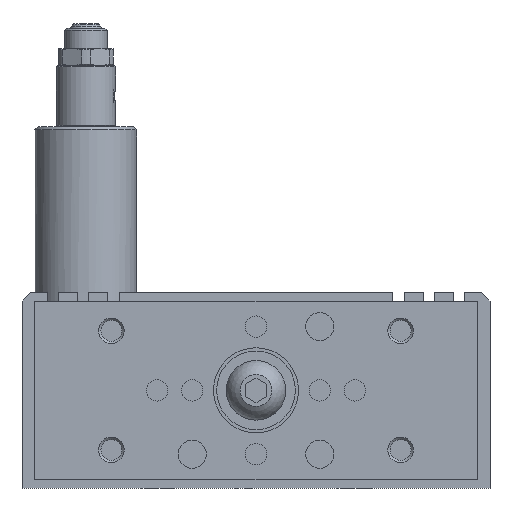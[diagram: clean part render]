
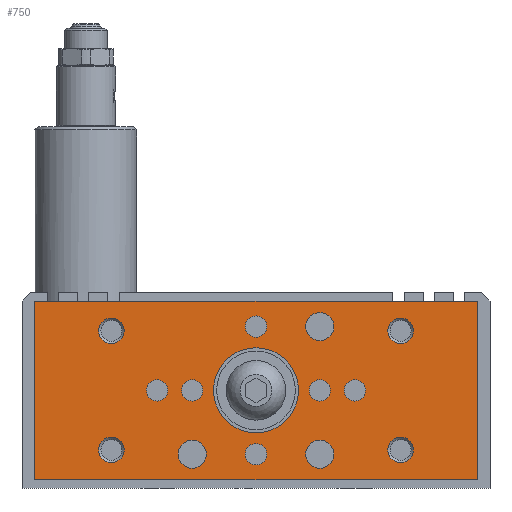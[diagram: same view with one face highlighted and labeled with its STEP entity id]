
A CAD part, left-side view. The second image highlights one B-rep face of the part: STEP entity #750.
In plain terms, the highlighted planar face has unit normal (-1, 0, 0).
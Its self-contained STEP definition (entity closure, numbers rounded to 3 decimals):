
#750 = ADVANCED_FACE( '', ( #1718, #1719, #1720, #1721, #1722, #1723, #1724, #1725, #1726, #1727, #1728, #1729, #1730, #1731, #1732 ), #1733, .F. );
#1718 = FACE_BOUND( '', #2830, .T. );
#1719 = FACE_BOUND( '', #2831, .T. );
#1720 = FACE_BOUND( '', #2832, .T. );
#1721 = FACE_BOUND( '', #2833, .T. );
#1722 = FACE_BOUND( '', #2834, .T. );
#1723 = FACE_BOUND( '', #2835, .T. );
#1724 = FACE_BOUND( '', #2836, .T. );
#1725 = FACE_BOUND( '', #2837, .T. );
#1726 = FACE_BOUND( '', #2838, .T. );
#1727 = FACE_BOUND( '', #2839, .T. );
#1728 = FACE_BOUND( '', #2840, .T. );
#1729 = FACE_BOUND( '', #2841, .T. );
#1730 = FACE_BOUND( '', #2842, .T. );
#1731 = FACE_BOUND( '', #2843, .T. );
#1732 = FACE_OUTER_BOUND( '', #2844, .T. );
#1733 = PLANE( '', #2845 );
#2830 = EDGE_LOOP( '', ( #4783 ) );
#2831 = EDGE_LOOP( '', ( #4784 ) );
#2832 = EDGE_LOOP( '', ( #4785 ) );
#2833 = EDGE_LOOP( '', ( #4786 ) );
#2834 = EDGE_LOOP( '', ( #4787 ) );
#2835 = EDGE_LOOP( '', ( #4788 ) );
#2836 = EDGE_LOOP( '', ( #4789 ) );
#2837 = EDGE_LOOP( '', ( #4790 ) );
#2838 = EDGE_LOOP( '', ( #4791 ) );
#2839 = EDGE_LOOP( '', ( #4792 ) );
#2840 = EDGE_LOOP( '', ( #4793 ) );
#2841 = EDGE_LOOP( '', ( #4794 ) );
#2842 = EDGE_LOOP( '', ( #4795 ) );
#2843 = EDGE_LOOP( '', ( #4796 ) );
#2844 = EDGE_LOOP( '', ( #4797, #4798, #4799, #4800 ) );
#2845 = AXIS2_PLACEMENT_3D( '', #4801, #4802, #4803 );
#4783 = ORIENTED_EDGE( '', *, *, #6102, .T. );
#4784 = ORIENTED_EDGE( '', *, *, #5551, .T. );
#4785 = ORIENTED_EDGE( '', *, *, #6162, .T. );
#4786 = ORIENTED_EDGE( '', *, *, #6145, .T. );
#4787 = ORIENTED_EDGE( '', *, *, #6163, .T. );
#4788 = ORIENTED_EDGE( '', *, *, #5454, .T. );
#4789 = ORIENTED_EDGE( '', *, *, #5737, .T. );
#4790 = ORIENTED_EDGE( '', *, *, #6134, .F. );
#4791 = ORIENTED_EDGE( '', *, *, #5500, .T. );
#4792 = ORIENTED_EDGE( '', *, *, #5927, .T. );
#4793 = ORIENTED_EDGE( '', *, *, #5941, .F. );
#4794 = ORIENTED_EDGE( '', *, *, #5600, .F. );
#4795 = ORIENTED_EDGE( '', *, *, #6062, .T. );
#4796 = ORIENTED_EDGE( '', *, *, #6164, .T. );
#4797 = ORIENTED_EDGE( '', *, *, #5521, .F. );
#4798 = ORIENTED_EDGE( '', *, *, #5782, .F. );
#4799 = ORIENTED_EDGE( '', *, *, #6165, .F. );
#4800 = ORIENTED_EDGE( '', *, *, #6126, .F. );
#4801 = CARTESIAN_POINT( '', ( -106., 52., 44. ) );
#4802 = DIRECTION( '', ( 1., 0., 0. ) );
#4803 = DIRECTION( '', ( 0., 0., 1. ) );
#5454 = EDGE_CURVE( '', #6303, #6303, #6304, .T. );
#5500 = EDGE_CURVE( '', #6385, #6385, #6386, .T. );
#5521 = EDGE_CURVE( '', #6421, #6423, #6424, .T. );
#5551 = EDGE_CURVE( '', #6472, #6472, #6473, .T. );
#5600 = EDGE_CURVE( '', #6556, #6556, #6557, .T. );
#5737 = EDGE_CURVE( '', #6781, #6781, #6782, .T. );
#5782 = EDGE_CURVE( '', #6853, #6421, #6855, .T. );
#5927 = EDGE_CURVE( '', #7085, #7085, #7086, .T. );
#5941 = EDGE_CURVE( '', #7101, #7101, #7102, .T. );
#6062 = EDGE_CURVE( '', #7268, #7268, #7269, .T. );
#6102 = EDGE_CURVE( '', #7325, #7325, #7326, .T. );
#6126 = EDGE_CURVE( '', #6423, #7357, #7358, .T. );
#6134 = EDGE_CURVE( '', #7367, #7367, #7368, .T. );
#6145 = EDGE_CURVE( '', #7380, #7380, #7381, .T. );
#6162 = EDGE_CURVE( '', #7401, #7401, #7402, .T. );
#6163 = EDGE_CURVE( '', #7403, #7403, #7404, .T. );
#6164 = EDGE_CURVE( '', #7405, #7405, #7406, .T. );
#6165 = EDGE_CURVE( '', #7357, #6853, #7407, .T. );
#6303 = VERTEX_POINT( '', #7564 );
#6304 = CIRCLE( '', #7565, 3.3 );
#6385 = VERTEX_POINT( '', #7697 );
#6386 = CIRCLE( '', #7698, 2.51 );
#6421 = VERTEX_POINT( '', #7741 );
#6423 = VERTEX_POINT( '', #7744 );
#6424 = LINE( '', #7745, #7746 );
#6472 = VERTEX_POINT( '', #7806 );
#6473 = CIRCLE( '', #7807, 2.51 );
#6556 = VERTEX_POINT( '', #8088 );
#6557 = CIRCLE( '', #8089, 3. );
#6781 = VERTEX_POINT( '', #8417 );
#6782 = CIRCLE( '', #8418, 3.3 );
#6853 = VERTEX_POINT( '', #8516 );
#6855 = LINE( '', #8519, #8520 );
#7085 = VERTEX_POINT( '', #8925 );
#7086 = CIRCLE( '', #8926, 3. );
#7101 = VERTEX_POINT( '', #8948 );
#7102 = CIRCLE( '', #8949, 3. );
#7268 = VERTEX_POINT( '', #9152 );
#7269 = CIRCLE( '', #9153, 3. );
#7325 = VERTEX_POINT( '', #9231 );
#7326 = CIRCLE( '', #9232, 2.51 );
#7357 = VERTEX_POINT( '', #9273 );
#7358 = LINE( '', #9274, #9275 );
#7367 = VERTEX_POINT( '', #9285 );
#7368 = CIRCLE( '', #9286, 2.51 );
#7380 = VERTEX_POINT( '', #9301 );
#7381 = CIRCLE( '', #9302, 2.51 );
#7401 = VERTEX_POINT( '', #9324 );
#7402 = CIRCLE( '', #9325, 2.51 );
#7403 = VERTEX_POINT( '', #9326 );
#7404 = CIRCLE( '', #9327, 3.3 );
#7405 = VERTEX_POINT( '', #9328 );
#7406 = CIRCLE( '', #9329, 10. );
#7407 = LINE( '', #9330, #9331 );
#7564 = CARTESIAN_POINT( '', ( -106., -15., 4.7 ) );
#7565 = AXIS2_PLACEMENT_3D( '', #9595, #9596, #9597 );
#7697 = CARTESIAN_POINT( '', ( -106., -20.74, 23. ) );
#7698 = AXIS2_PLACEMENT_3D( '', #9657, #9658, #9659 );
#7741 = CARTESIAN_POINT( '', ( -106., 52., 2. ) );
#7744 = CARTESIAN_POINT( '', ( -106., 52., 44. ) );
#7745 = CARTESIAN_POINT( '', ( -106., 52., 2. ) );
#7746 = VECTOR( '', #9687, 1000. );
#7806 = CARTESIAN_POINT( '', ( -106., 12.49, 23. ) );
#7807 = AXIS2_PLACEMENT_3D( '', #9724, #9725, #9726 );
#8088 = CARTESIAN_POINT( '', ( -106., 31., 37. ) );
#8089 = AXIS2_PLACEMENT_3D( '', #9796, #9797, #9798 );
#8417 = CARTESIAN_POINT( '', ( -106., -15., 34.7 ) );
#8418 = AXIS2_PLACEMENT_3D( '', #9982, #9983, #9984 );
#8516 = CARTESIAN_POINT( '', ( -106., -52., 2. ) );
#8519 = CARTESIAN_POINT( '', ( -106., -52., 2. ) );
#8520 = VECTOR( '', #10037, 1000. );
#8925 = CARTESIAN_POINT( '', ( -106., 31., 9. ) );
#8926 = AXIS2_PLACEMENT_3D( '', #10223, #10224, #10225 );
#8948 = CARTESIAN_POINT( '', ( -106., -31., 9. ) );
#8949 = AXIS2_PLACEMENT_3D( '', #10236, #10237, #10238 );
#9152 = CARTESIAN_POINT( '', ( -106., -31., 37. ) );
#9153 = AXIS2_PLACEMENT_3D( '', #10391, #10392, #10393 );
#9231 = CARTESIAN_POINT( '', ( -106., 0., 10.51 ) );
#9232 = AXIS2_PLACEMENT_3D( '', #10440, #10441, #10442 );
#9273 = CARTESIAN_POINT( '', ( -106., -52., 44. ) );
#9274 = CARTESIAN_POINT( '', ( -106., 52., 44. ) );
#9275 = VECTOR( '', #10466, 1000. );
#9285 = CARTESIAN_POINT( '', ( -106., 20.74, 23. ) );
#9286 = AXIS2_PLACEMENT_3D( '', #10471, #10472, #10473 );
#9301 = CARTESIAN_POINT( '', ( -106., -12.49, 23. ) );
#9302 = AXIS2_PLACEMENT_3D( '', #10480, #10481, #10482 );
#9324 = CARTESIAN_POINT( '', ( -106., 0., 35.49 ) );
#9325 = AXIS2_PLACEMENT_3D( '', #10494, #10495, #10496 );
#9326 = CARTESIAN_POINT( '', ( -106., 15., 4.7 ) );
#9327 = AXIS2_PLACEMENT_3D( '', #10497, #10498, #10499 );
#9328 = CARTESIAN_POINT( '', ( -106., 10., 23. ) );
#9329 = AXIS2_PLACEMENT_3D( '', #10500, #10501, #10502 );
#9330 = CARTESIAN_POINT( '', ( -106., -52., 44. ) );
#9331 = VECTOR( '', #10503, 1000. );
#9595 = CARTESIAN_POINT( '', ( -106., -15., 8. ) );
#9596 = DIRECTION( '', ( 1., 0., 0. ) );
#9597 = DIRECTION( '', ( 0., 0., -1. ) );
#9657 = CARTESIAN_POINT( '', ( -106., -23.25, 23. ) );
#9658 = DIRECTION( '', ( 1., 0., 0. ) );
#9659 = DIRECTION( '', ( 0., 1., 0. ) );
#9687 = DIRECTION( '', ( 0., 0., 1. ) );
#9724 = CARTESIAN_POINT( '', ( -106., 15., 23. ) );
#9725 = DIRECTION( '', ( 1., 0., 0. ) );
#9726 = DIRECTION( '', ( 0., -1., 0. ) );
#9796 = CARTESIAN_POINT( '', ( -106., 34., 37. ) );
#9797 = DIRECTION( '', ( -1., 0., 0. ) );
#9798 = DIRECTION( '', ( 0., -1., 0. ) );
#9982 = CARTESIAN_POINT( '', ( -106., -15., 38. ) );
#9983 = DIRECTION( '', ( 1., 0., 0. ) );
#9984 = DIRECTION( '', ( 0., 0., -1. ) );
#10037 = DIRECTION( '', ( 0., 1., 0. ) );
#10223 = CARTESIAN_POINT( '', ( -106., 34., 9. ) );
#10224 = DIRECTION( '', ( 1., 0., 0. ) );
#10225 = DIRECTION( '', ( 0., -1., 0. ) );
#10236 = CARTESIAN_POINT( '', ( -106., -34., 9. ) );
#10237 = DIRECTION( '', ( -1., 0., 0. ) );
#10238 = DIRECTION( '', ( 0., 1., 0. ) );
#10391 = CARTESIAN_POINT( '', ( -106., -34., 37. ) );
#10392 = DIRECTION( '', ( 1., 0., 0. ) );
#10393 = DIRECTION( '', ( 0., 1., 0. ) );
#10440 = CARTESIAN_POINT( '', ( -106., 0., 8. ) );
#10441 = DIRECTION( '', ( 1., 0., 0. ) );
#10442 = DIRECTION( '', ( 0., 0., 1. ) );
#10466 = DIRECTION( '', ( 0., -1., 0. ) );
#10471 = CARTESIAN_POINT( '', ( -106., 23.25, 23. ) );
#10472 = DIRECTION( '', ( -1., 0., 0. ) );
#10473 = DIRECTION( '', ( 0., -1., 0. ) );
#10480 = CARTESIAN_POINT( '', ( -106., -15., 23. ) );
#10481 = DIRECTION( '', ( 1., 0., 0. ) );
#10482 = DIRECTION( '', ( 0., 1., 0. ) );
#10494 = CARTESIAN_POINT( '', ( -106., 0., 38. ) );
#10495 = DIRECTION( '', ( 1., 0., 0. ) );
#10496 = DIRECTION( '', ( 0., 0., -1. ) );
#10497 = CARTESIAN_POINT( '', ( -106., 15., 8. ) );
#10498 = DIRECTION( '', ( 1., 0., 0. ) );
#10499 = DIRECTION( '', ( 0., 0., -1. ) );
#10500 = CARTESIAN_POINT( '', ( -106., 0., 23. ) );
#10501 = DIRECTION( '', ( 1., 0., 0. ) );
#10502 = DIRECTION( '', ( 0., 1., 0. ) );
#10503 = DIRECTION( '', ( 0., 0., -1. ) );
